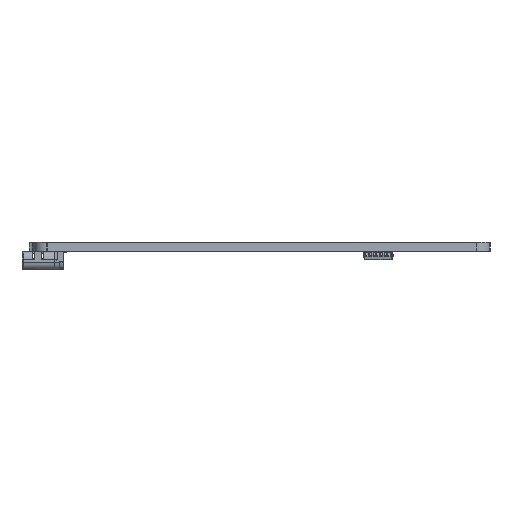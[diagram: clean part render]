
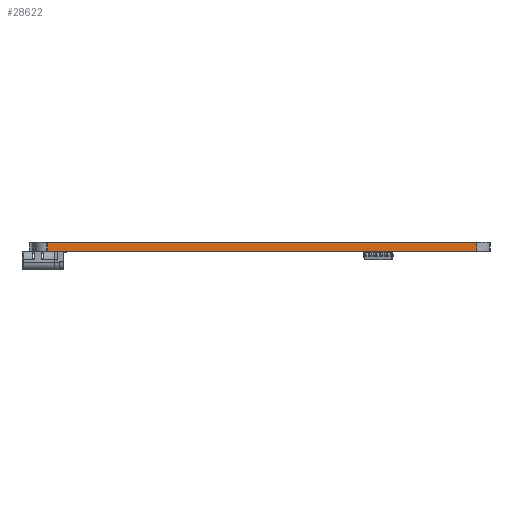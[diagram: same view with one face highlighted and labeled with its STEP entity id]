
A CAD part, left-side view. The second image highlights one B-rep face of the part: STEP entity #28622.
In plain terms, the highlighted planar face has unit normal (-1, 0, 0).
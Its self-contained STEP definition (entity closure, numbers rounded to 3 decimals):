
#25071 = VERTEX_POINT('',#25072);
#25072 = CARTESIAN_POINT('',(31.75,-26.394,0.));
#25078 = EDGE_CURVE('',#25079,#25071,#25081,.T.);
#25079 = VERTEX_POINT('',#25080);
#25080 = CARTESIAN_POINT('',(31.75,-102.394,0.));
#25081 = LINE('',#25082,#25083);
#25082 = CARTESIAN_POINT('',(31.75,-102.394,0.));
#25083 = VECTOR('',#25084,1.);
#25084 = DIRECTION('',(0.,1.,0.));
#26782 = VERTEX_POINT('',#26783);
#26783 = CARTESIAN_POINT('',(31.75,-26.394,1.59));
#26789 = EDGE_CURVE('',#26790,#26782,#26792,.T.);
#26790 = VERTEX_POINT('',#26791);
#26791 = CARTESIAN_POINT('',(31.75,-102.394,1.59));
#26792 = LINE('',#26793,#26794);
#26793 = CARTESIAN_POINT('',(31.75,-102.394,1.59));
#26794 = VECTOR('',#26795,1.);
#26795 = DIRECTION('',(0.,1.,0.));
#28592 = EDGE_CURVE('',#25071,#26782,#28593,.T.);
#28593 = LINE('',#28594,#28595);
#28594 = CARTESIAN_POINT('',(31.75,-26.394,0.));
#28595 = VECTOR('',#28596,1.);
#28596 = DIRECTION('',(0.,0.,1.));
#28622 = ADVANCED_FACE('',(#28623),#28634,.T.);
#28623 = FACE_BOUND('',#28624,.T.);
#28624 = EDGE_LOOP('',(#28625,#28631,#28632,#28633));
#28625 = ORIENTED_EDGE('',*,*,#28626,.T.);
#28626 = EDGE_CURVE('',#25079,#26790,#28627,.T.);
#28627 = LINE('',#28628,#28629);
#28628 = CARTESIAN_POINT('',(31.75,-102.394,0.));
#28629 = VECTOR('',#28630,1.);
#28630 = DIRECTION('',(0.,0.,1.));
#28631 = ORIENTED_EDGE('',*,*,#26789,.T.);
#28632 = ORIENTED_EDGE('',*,*,#28592,.F.);
#28633 = ORIENTED_EDGE('',*,*,#25078,.F.);
#28634 = PLANE('',#28635);
#28635 = AXIS2_PLACEMENT_3D('',#28636,#28637,#28638);
#28636 = CARTESIAN_POINT('',(31.75,-102.394,0.));
#28637 = DIRECTION('',(-1.,0.,0.));
#28638 = DIRECTION('',(0.,1.,0.));
